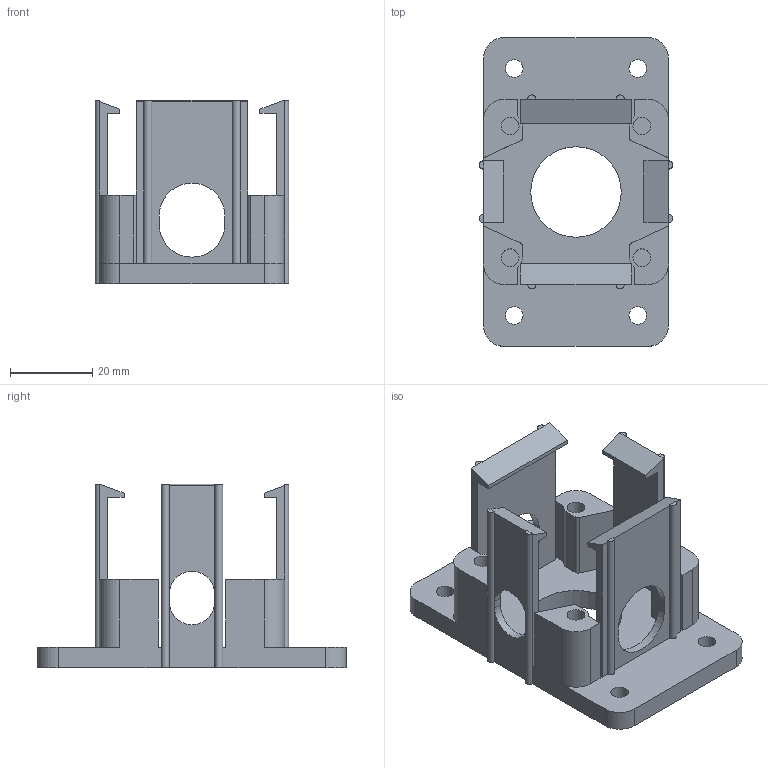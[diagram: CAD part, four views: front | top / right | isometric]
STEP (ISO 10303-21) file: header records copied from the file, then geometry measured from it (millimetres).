
FILE_DESCRIPTION(/* description */ (''),/* implementation_level */ '2;1');
FILE_NAME(/* name */ 'Regulator Mount_v4.step',/* time_stamp */ '2025-04-08T13:46:00-04:00',/* author */ (''),/* organization */ (''),/* preprocessor_version */ 'ST-DEVELOPER v20.1',/* originating_system */ 'Autodesk Translation Framework v14.4.0.0',/* authorisation */ '');
FILE_SCHEMA (('AUTOMOTIVE_DESIGN { 1 0 10303 214 3 1 1 }','INTEGRATED_CNC_SCHEMA'));
Length unit declared in the file: millimetre
Products named in the file (1): Regulator Mount
Bounding box: 47 x 75 x 44.68 mm (x, y, z)
Volume: 25755 mm3; surface area: 18801.5 mm2
Topology: 5 solids, 5 shells, 145 faces, 373 edges, 243 vertices
Faces by surface type: plane 96, cylinder 49
Full cylindrical faces by diameter (mm): 4.3 x12, 8 x4, 22 x1
Entity records: 4474 total; most frequent: DIRECTION 767, CARTESIAN_POINT 762, ORIENTED_EDGE 746, EDGE_CURVE 373, LINE 271, VECTOR 271, AXIS2_PLACEMENT_3D 248, VERTEX_POINT 243
